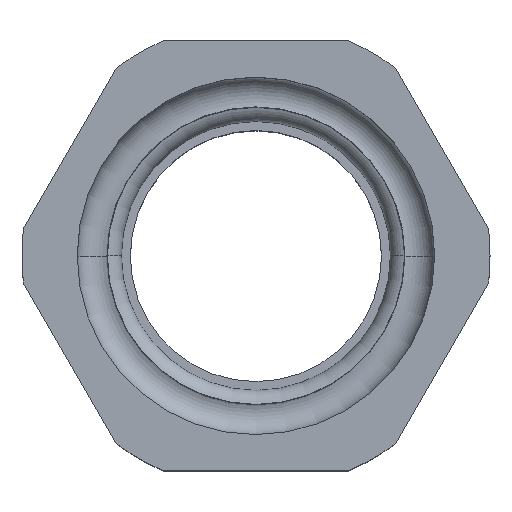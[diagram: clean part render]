
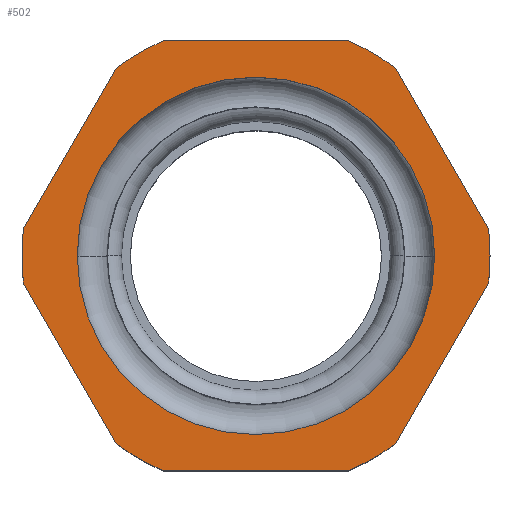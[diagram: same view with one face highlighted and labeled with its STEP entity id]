
A CAD part, top view. The second image highlights one B-rep face of the part: STEP entity #502.
In plain terms, the highlighted planar face has unit normal (0, 0, 1).
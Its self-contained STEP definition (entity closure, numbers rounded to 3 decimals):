
#182 = PLANE ( 'NONE',  #2072 ) ;
#183 = CARTESIAN_POINT ( 'NONE',  ( 0., 0., 44. ) ) ;
#184 = DIRECTION ( 'NONE',  ( 0., 0., 1. ) ) ;
#185 = DIRECTION ( 'NONE',  ( 1., 0., 0. ) ) ;
#391 = CARTESIAN_POINT ( 'NONE',  ( 0., 0., 44. ) ) ;
#401 = DIRECTION ( 'NONE',  ( 0., 0., 1. ) ) ;
#402 = DIRECTION ( 'NONE',  ( 1., 0., 0. ) ) ;
#502 = ADVANCED_FACE ( 'NONE', ( #2067, #2065 ), #182, .T. ) ;
#570 = EDGE_CURVE ( 'NONE', #1510, #1509, #2767, .T. ) ;
#743 = CARTESIAN_POINT ( 'NONE',  ( 0., 0., 44. ) ) ;
#747 = DIRECTION ( 'NONE',  ( 0., 0., 1. ) ) ;
#748 = DIRECTION ( 'NONE',  ( 1., 0., 0. ) ) ;
#749 = CARTESIAN_POINT ( 'NONE',  ( 0., 0., 44. ) ) ;
#750 = DIRECTION ( 'NONE',  ( 0., 0., 1. ) ) ;
#751 = DIRECTION ( 'NONE',  ( 1., 0., 0. ) ) ;
#752 = CARTESIAN_POINT ( 'NONE',  ( 0., 0., 44. ) ) ;
#753 = DIRECTION ( 'NONE',  ( 0., 0., 1. ) ) ;
#754 = DIRECTION ( 'NONE',  ( 1., 0., 0. ) ) ;
#755 = CARTESIAN_POINT ( 'NONE',  ( 0., 0., 44. ) ) ;
#756 = DIRECTION ( 'NONE',  ( 0., 0., 1. ) ) ;
#757 = DIRECTION ( 'NONE',  ( 1., 0., 0. ) ) ;
#758 = CARTESIAN_POINT ( 'NONE',  ( 0., 0., 44. ) ) ;
#759 = DIRECTION ( 'NONE',  ( 0., 0., 1. ) ) ;
#760 = DIRECTION ( 'NONE',  ( 1., 0., 0. ) ) ;
#761 = CARTESIAN_POINT ( 'NONE',  ( 0., 0., 44. ) ) ;
#762 = DIRECTION ( 'NONE',  ( 0., 0., 1. ) ) ;
#763 = DIRECTION ( 'NONE',  ( 1., 0., 0. ) ) ;
#764 = CARTESIAN_POINT ( 'NONE',  ( 0., 0., 44. ) ) ;
#765 = DIRECTION ( 'NONE',  ( 0., 0., 1. ) ) ;
#766 = DIRECTION ( 'NONE',  ( 1., 0., 0. ) ) ;
#768 = LINE ( 'NONE', #769, #2454 ) ;
#769 = CARTESIAN_POINT ( 'NONE',  ( 29.156, 0., 44. ) ) ;
#770 = DIRECTION ( 'NONE',  ( -0.5, 0.866, 0. ) ) ;
#777 = LINE ( 'NONE', #778, #2457 ) ;
#778 = CARTESIAN_POINT ( 'NONE',  ( 14.578, -25.25, 44. ) ) ;
#779 = DIRECTION ( 'NONE',  ( 0.5, 0.866, 0. ) ) ;
#783 = LINE ( 'NONE', #784, #2459 ) ;
#784 = CARTESIAN_POINT ( 'NONE',  ( -14.578, -25.25, 44. ) ) ;
#785 = DIRECTION ( 'NONE',  ( 1., 0., 0. ) ) ;
#792 = LINE ( 'NONE', #793, #2462 ) ;
#793 = CARTESIAN_POINT ( 'NONE',  ( -29.156, 0., 44. ) ) ;
#794 = DIRECTION ( 'NONE',  ( 0.5, -0.866, 0. ) ) ;
#801 = LINE ( 'NONE', #802, #2465 ) ;
#802 = CARTESIAN_POINT ( 'NONE',  ( -14.578, 25.25, 44. ) ) ;
#803 = DIRECTION ( 'NONE',  ( -0.5, -0.866, 0. ) ) ;
#810 = LINE ( 'NONE', #811, #2469 ) ;
#811 = CARTESIAN_POINT ( 'NONE',  ( 14.578, 25.25, 44. ) ) ;
#812 = DIRECTION ( 'NONE',  ( -1., 0., 0. ) ) ;
#983 = CARTESIAN_POINT ( 'NONE',  ( 0., 0., 44. ) ) ;
#984 = DIRECTION ( 'NONE',  ( 0., 0., 1. ) ) ;
#985 = DIRECTION ( 'NONE',  ( 1., 0., 0. ) ) ;
#1176 = CARTESIAN_POINT ( 'NONE',  ( 27.314, -3.19, 44. ) ) ;
#1177 = CARTESIAN_POINT ( 'NONE',  ( 27.5, 0., 44. ) ) ;
#1178 = CARTESIAN_POINT ( 'NONE',  ( 21., 0., 44. ) ) ;
#1179 = CARTESIAN_POINT ( 'NONE',  ( -21., 0., 44. ) ) ;
#1222 = CARTESIAN_POINT ( 'NONE',  ( 16.42, 22.06, 44. ) ) ;
#1223 = CARTESIAN_POINT ( 'NONE',  ( 27.314, 3.19, 44. ) ) ;
#1224 = CARTESIAN_POINT ( 'NONE',  ( 16.42, -22.06, 44. ) ) ;
#1225 = CARTESIAN_POINT ( 'NONE',  ( 10.894, -25.25, 44. ) ) ;
#1226 = CARTESIAN_POINT ( 'NONE',  ( -10.894, -25.25, 44. ) ) ;
#1227 = CARTESIAN_POINT ( 'NONE',  ( -16.42, -22.06, 44. ) ) ;
#1228 = CARTESIAN_POINT ( 'NONE',  ( -27.314, -3.19, 44. ) ) ;
#1229 = CARTESIAN_POINT ( 'NONE',  ( -27.314, 3.19, 44. ) ) ;
#1230 = CARTESIAN_POINT ( 'NONE',  ( -16.42, 22.06, 44. ) ) ;
#1231 = CARTESIAN_POINT ( 'NONE',  ( -10.894, 25.25, 44. ) ) ;
#1232 = CARTESIAN_POINT ( 'NONE',  ( 10.894, 25.25, 44. ) ) ;
#1507 = VERTEX_POINT ( 'NONE', #1176 ) ;
#1508 = VERTEX_POINT ( 'NONE', #1177 ) ;
#1509 = VERTEX_POINT ( 'NONE', #1178 ) ;
#1510 = VERTEX_POINT ( 'NONE', #1179 ) ;
#1766 = VERTEX_POINT ( 'NONE', #1222 ) ;
#1767 = VERTEX_POINT ( 'NONE', #1223 ) ;
#1768 = VERTEX_POINT ( 'NONE', #1224 ) ;
#1769 = VERTEX_POINT ( 'NONE', #1225 ) ;
#1770 = VERTEX_POINT ( 'NONE', #1226 ) ;
#1771 = VERTEX_POINT ( 'NONE', #1227 ) ;
#1772 = VERTEX_POINT ( 'NONE', #1228 ) ;
#1773 = VERTEX_POINT ( 'NONE', #1229 ) ;
#1774 = VERTEX_POINT ( 'NONE', #1230 ) ;
#1775 = VERTEX_POINT ( 'NONE', #1231 ) ;
#1776 = VERTEX_POINT ( 'NONE', #1232 ) ;
#2004 = EDGE_LOOP ( 'NONE', ( #2597, #2601 ) ) ;
#2005 = EDGE_LOOP ( 'NONE', ( #2599, #2602, #2600, #2603, #2604, #2605, #2606, #2607, #2608, #2609, #2611, #2612, #2610 ) ) ;
#2065 = FACE_OUTER_BOUND ( 'NONE', #2005, .T. ) ;
#2067 = FACE_BOUND ( 'NONE', #2004, .T. ) ;
#2072 = AXIS2_PLACEMENT_3D ( 'NONE', #183, #184, #185 ) ;
#2121 = CIRCLE ( 'NONE', #2352, 27.5 ) ;
#2122 = CIRCLE ( 'NONE', #2354, 27.5 ) ;
#2123 = CIRCLE ( 'NONE', #2399, 27.5 ) ;
#2124 = CIRCLE ( 'NONE', #2447, 27.5 ) ;
#2125 = CIRCLE ( 'NONE', #2449, 27.5 ) ;
#2126 = CIRCLE ( 'NONE', #2450, 27.5 ) ;
#2127 = CIRCLE ( 'NONE', #2451, 21. ) ;
#2180 = AXIS2_PLACEMENT_3D ( 'NONE', #983, #984, #985 ) ;
#2222 = CIRCLE ( 'NONE', #2180, 27.5 ) ;
#2352 = AXIS2_PLACEMENT_3D ( 'NONE', #743, #747, #748 ) ;
#2354 = AXIS2_PLACEMENT_3D ( 'NONE', #749, #750, #751 ) ;
#2399 = AXIS2_PLACEMENT_3D ( 'NONE', #752, #753, #754 ) ;
#2447 = AXIS2_PLACEMENT_3D ( 'NONE', #755, #756, #757 ) ;
#2449 = AXIS2_PLACEMENT_3D ( 'NONE', #758, #759, #760 ) ;
#2450 = AXIS2_PLACEMENT_3D ( 'NONE', #761, #762, #763 ) ;
#2451 = AXIS2_PLACEMENT_3D ( 'NONE', #764, #765, #766 ) ;
#2454 = VECTOR ( 'NONE', #770, 1000. ) ;
#2457 = VECTOR ( 'NONE', #779, 1000. ) ;
#2459 = VECTOR ( 'NONE', #785, 1000. ) ;
#2462 = VECTOR ( 'NONE', #794, 1000. ) ;
#2465 = VECTOR ( 'NONE', #803, 1000. ) ;
#2469 = VECTOR ( 'NONE', #812, 1000. ) ;
#2597 = ORIENTED_EDGE ( 'NONE', *, *, #2913, .F. ) ;
#2599 = ORIENTED_EDGE ( 'NONE', *, *, #2914, .T. ) ;
#2600 = ORIENTED_EDGE ( 'NONE', *, *, #2928, .T. ) ;
#2601 = ORIENTED_EDGE ( 'NONE', *, *, #570, .F. ) ;
#2602 = ORIENTED_EDGE ( 'NONE', *, *, #2912, .T. ) ;
#2603 = ORIENTED_EDGE ( 'NONE', *, *, #2911, .T. ) ;
#2604 = ORIENTED_EDGE ( 'NONE', *, *, #2925, .T. ) ;
#2605 = ORIENTED_EDGE ( 'NONE', *, *, #2910, .T. ) ;
#2606 = ORIENTED_EDGE ( 'NONE', *, *, #2922, .T. ) ;
#2607 = ORIENTED_EDGE ( 'NONE', *, *, #2909, .T. ) ;
#2608 = ORIENTED_EDGE ( 'NONE', *, *, #2919, .T. ) ;
#2609 = ORIENTED_EDGE ( 'NONE', *, *, #2908, .T. ) ;
#2610 = ORIENTED_EDGE ( 'NONE', *, *, #2907, .T. ) ;
#2611 = ORIENTED_EDGE ( 'NONE', *, *, #2917, .T. ) ;
#2612 = ORIENTED_EDGE ( 'NONE', *, *, #2797, .T. ) ;
#2767 = CIRCLE ( 'NONE', #3075, 21. ) ;
#2797 = EDGE_CURVE ( 'NONE', #1507, #1508, #2222, .T. ) ;
#2907 = EDGE_CURVE ( 'NONE', #1508, #1767, #2121, .T. ) ;
#2908 = EDGE_CURVE ( 'NONE', #1769, #1768, #2122, .T. ) ;
#2909 = EDGE_CURVE ( 'NONE', #1771, #1770, #2123, .T. ) ;
#2910 = EDGE_CURVE ( 'NONE', #1773, #1772, #2124, .T. ) ;
#2911 = EDGE_CURVE ( 'NONE', #1775, #1774, #2125, .T. ) ;
#2912 = EDGE_CURVE ( 'NONE', #1766, #1776, #2126, .T. ) ;
#2913 = EDGE_CURVE ( 'NONE', #1509, #1510, #2127, .T. ) ;
#2914 = EDGE_CURVE ( 'NONE', #1767, #1766, #768, .T. ) ;
#2917 = EDGE_CURVE ( 'NONE', #1768, #1507, #777, .T. ) ;
#2919 = EDGE_CURVE ( 'NONE', #1770, #1769, #783, .T. ) ;
#2922 = EDGE_CURVE ( 'NONE', #1772, #1771, #792, .T. ) ;
#2925 = EDGE_CURVE ( 'NONE', #1774, #1773, #801, .T. ) ;
#2928 = EDGE_CURVE ( 'NONE', #1776, #1775, #810, .T. ) ;
#3075 = AXIS2_PLACEMENT_3D ( 'NONE', #391, #401, #402 ) ;
